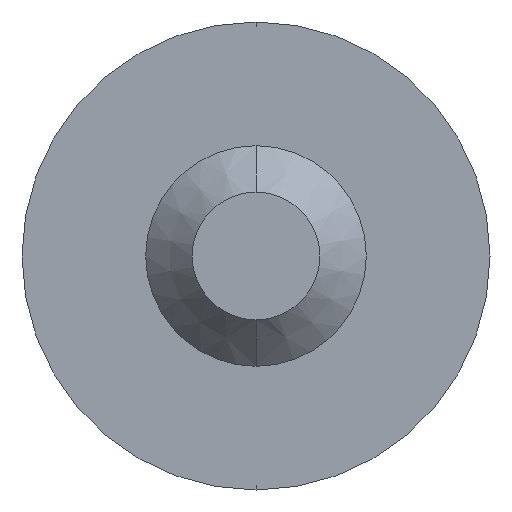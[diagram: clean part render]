
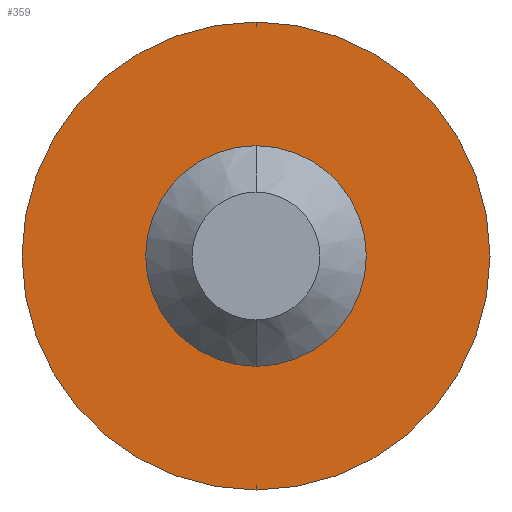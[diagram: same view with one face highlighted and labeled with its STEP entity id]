
A CAD part, front view. The second image highlights one B-rep face of the part: STEP entity #359.
In plain terms, the highlighted planar face has unit normal (0, -1, 0).
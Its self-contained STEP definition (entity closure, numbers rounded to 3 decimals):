
#7 = VERTEX_POINT ( 'NONE', #97 ) ;
#17 = DIRECTION ( 'NONE',  ( 0., 0., -1. ) ) ;
#33 = DIRECTION ( 'NONE',  ( 0., -1., 0. ) ) ;
#34 = AXIS2_PLACEMENT_3D ( 'NONE', #269, #270, #293 ) ;
#42 = DIRECTION ( 'NONE',  ( 0., -1., 0. ) ) ;
#58 = CIRCLE ( 'NONE', #311, 5.04 ) ;
#74 = FACE_BOUND ( 'NONE', #225, .T. ) ;
#75 = FACE_OUTER_BOUND ( 'NONE', #122, .T. ) ;
#97 = CARTESIAN_POINT ( 'NONE',  ( 0., 20.07, 2.375 ) ) ;
#114 = CARTESIAN_POINT ( 'NONE',  ( 0., 20.07, 0. ) ) ;
#119 = CARTESIAN_POINT ( 'NONE',  ( 0., 20.07, 0. ) ) ;
#120 = AXIS2_PLACEMENT_3D ( 'NONE', #119, #121, #145 ) ;
#121 = DIRECTION ( 'NONE',  ( 0., -1., 0. ) ) ;
#122 = EDGE_LOOP ( 'NONE', ( #134, #289 ) ) ;
#134 = ORIENTED_EDGE ( 'NONE', *, *, #193, .T. ) ;
#138 = CIRCLE ( 'NONE', #34, 2.375 ) ;
#145 = DIRECTION ( 'NONE',  ( 0., 0., -1. ) ) ;
#169 = AXIS2_PLACEMENT_3D ( 'NONE', #333, #33, #218 ) ;
#179 = CARTESIAN_POINT ( 'NONE',  ( 0., 20.07, -2.375 ) ) ;
#185 = PLANE ( 'NONE',  #365 ) ;
#193 = EDGE_CURVE ( 'NONE', #245, #294, #348, .T. ) ;
#206 = ORIENTED_EDGE ( 'NONE', *, *, #248, .F. ) ;
#215 = ORIENTED_EDGE ( 'NONE', *, *, #351, .F. ) ;
#218 = DIRECTION ( 'NONE',  ( 0., 0., -1. ) ) ;
#223 = DIRECTION ( 'NONE',  ( 0., -1., 0. ) ) ;
#225 = EDGE_LOOP ( 'NONE', ( #206, #215 ) ) ;
#228 = CARTESIAN_POINT ( 'NONE',  ( 0., 20.07, -5.04 ) ) ;
#245 = VERTEX_POINT ( 'NONE', #228 ) ;
#248 = EDGE_CURVE ( 'NONE', #377, #7, #138, .T. ) ;
#249 = DIRECTION ( 'NONE',  ( 0., 0., -1. ) ) ;
#269 = CARTESIAN_POINT ( 'NONE',  ( 0., 20.07, 0. ) ) ;
#270 = DIRECTION ( 'NONE',  ( 0., -1., 0. ) ) ;
#273 = CIRCLE ( 'NONE', #169, 2.375 ) ;
#289 = ORIENTED_EDGE ( 'NONE', *, *, #384, .T. ) ;
#293 = DIRECTION ( 'NONE',  ( 0., 0., -1. ) ) ;
#294 = VERTEX_POINT ( 'NONE', #360 ) ;
#311 = AXIS2_PLACEMENT_3D ( 'NONE', #114, #42, #17 ) ;
#333 = CARTESIAN_POINT ( 'NONE',  ( 0., 20.07, 0. ) ) ;
#342 = CARTESIAN_POINT ( 'NONE',  ( 2.375, 20.07, 0. ) ) ;
#348 = CIRCLE ( 'NONE', #120, 5.04 ) ;
#351 = EDGE_CURVE ( 'NONE', #7, #377, #273, .T. ) ;
#359 = ADVANCED_FACE ( 'NONE', ( #75, #74 ), #185, .T. ) ;
#360 = CARTESIAN_POINT ( 'NONE',  ( 0., 20.07, 5.04 ) ) ;
#365 = AXIS2_PLACEMENT_3D ( 'NONE', #342, #223, #249 ) ;
#377 = VERTEX_POINT ( 'NONE', #179 ) ;
#384 = EDGE_CURVE ( 'NONE', #294, #245, #58, .T. ) ;
